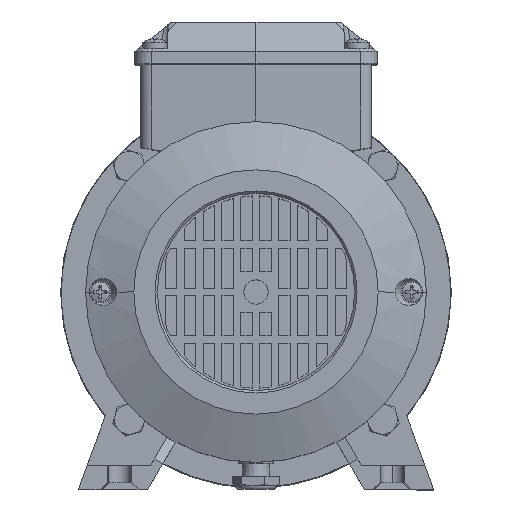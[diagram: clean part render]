
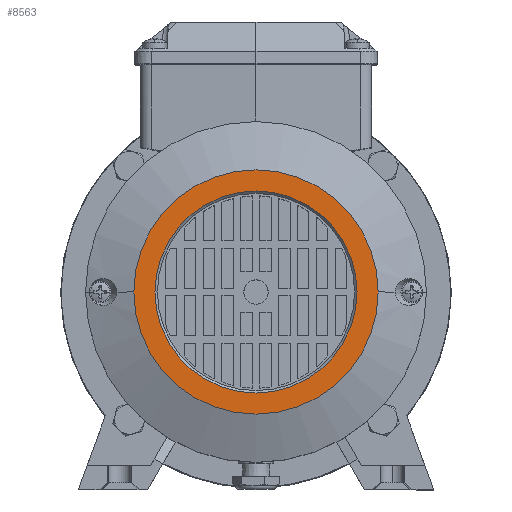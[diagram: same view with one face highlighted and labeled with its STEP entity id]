
A CAD part, top view. The second image highlights one B-rep face of the part: STEP entity #8563.
In plain terms, the highlighted planar face has unit normal (0, 0, 1).
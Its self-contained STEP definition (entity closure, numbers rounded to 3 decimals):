
#619 = PLANE ( 'NONE',  #74174 ) ;
#841 = EDGE_CURVE ( 'NONE', #15284, #34900, #15256, .T. ) ;
#1198 = CARTESIAN_POINT ( 'NONE',  ( -41.5, 0., 192. ) ) ;
#3163 = DIRECTION ( 'NONE',  ( 1., 0., 0. ) ) ;
#3250 = ORIENTED_EDGE ( 'NONE', *, *, #841, .T. ) ;
#6761 = EDGE_CURVE ( 'NONE', #34900, #15284, #43248, .T. ) ;
#8563 = ADVANCED_FACE ( 'NONE', ( #45351, #39683 ), #619, .T. ) ;
#9505 = EDGE_LOOP ( 'NONE', ( #47814, #77436 ) ) ;
#12288 = CARTESIAN_POINT ( 'NONE',  ( 0., 0., 192. ) ) ;
#15188 = DIRECTION ( 'NONE',  ( 0., 0., -1. ) ) ;
#15256 = CIRCLE ( 'NONE', #56843, 41.5 ) ;
#15284 = VERTEX_POINT ( 'NONE', #1198 ) ;
#19428 = EDGE_LOOP ( 'NONE', ( #22148, #3250 ) ) ;
#22148 = ORIENTED_EDGE ( 'NONE', *, *, #6761, .T. ) ;
#26112 = EDGE_CURVE ( 'NONE', #69887, #30387, #62642, .T. ) ;
#26186 = CARTESIAN_POINT ( 'NONE',  ( 0., 0., 192. ) ) ;
#26597 = DIRECTION ( 'NONE',  ( 0., 0., -1. ) ) ;
#30387 = VERTEX_POINT ( 'NONE', #55110 ) ;
#32139 = AXIS2_PLACEMENT_3D ( 'NONE', #36145, #49178, #3163 ) ;
#34666 = CARTESIAN_POINT ( 'NONE',  ( -50.178, 0., 192. ) ) ;
#34900 = VERTEX_POINT ( 'NONE', #56511 ) ;
#35308 = DIRECTION ( 'NONE',  ( 0., 0., -1. ) ) ;
#36145 = CARTESIAN_POINT ( 'NONE',  ( 0., 0., 192. ) ) ;
#39683 = FACE_OUTER_BOUND ( 'NONE', #9505, .T. ) ;
#43248 = CIRCLE ( 'NONE', #32139, 41.5 ) ;
#44430 = EDGE_CURVE ( 'NONE', #30387, #69887, #52640, .T. ) ;
#45351 = FACE_BOUND ( 'NONE', #19428, .T. ) ;
#46635 = CARTESIAN_POINT ( 'NONE',  ( 100.357, -100.357, 192. ) ) ;
#47814 = ORIENTED_EDGE ( 'NONE', *, *, #26112, .F. ) ;
#49178 = DIRECTION ( 'NONE',  ( 0., 0., -1. ) ) ;
#52640 = CIRCLE ( 'NONE', #85974, 50.178 ) ;
#55110 = CARTESIAN_POINT ( 'NONE',  ( 50.178, 0., 192. ) ) ;
#56511 = CARTESIAN_POINT ( 'NONE',  ( 41.5, 0., 192. ) ) ;
#56843 = AXIS2_PLACEMENT_3D ( 'NONE', #12288, #26597, #71822 ) ;
#59189 = DIRECTION ( 'NONE',  ( -1., 0., 0. ) ) ;
#60128 = CARTESIAN_POINT ( 'NONE',  ( 0., 0., 192. ) ) ;
#60549 = DIRECTION ( 'NONE',  ( -1., 0., 0. ) ) ;
#62642 = CIRCLE ( 'NONE', #77938, 50.178 ) ;
#69887 = VERTEX_POINT ( 'NONE', #34666 ) ;
#71822 = DIRECTION ( 'NONE',  ( 1., 0., 0. ) ) ;
#72328 = DIRECTION ( 'NONE',  ( 1., 0., 0. ) ) ;
#74174 = AXIS2_PLACEMENT_3D ( 'NONE', #46635, #78407, #72328 ) ;
#77436 = ORIENTED_EDGE ( 'NONE', *, *, #44430, .F. ) ;
#77938 = AXIS2_PLACEMENT_3D ( 'NONE', #26186, #15188, #59189 ) ;
#78407 = DIRECTION ( 'NONE',  ( 0., 0., 1. ) ) ;
#85974 = AXIS2_PLACEMENT_3D ( 'NONE', #60128, #35308, #60549 ) ;
